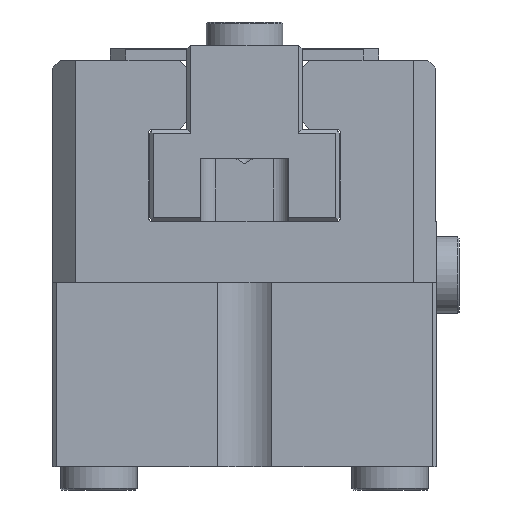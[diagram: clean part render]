
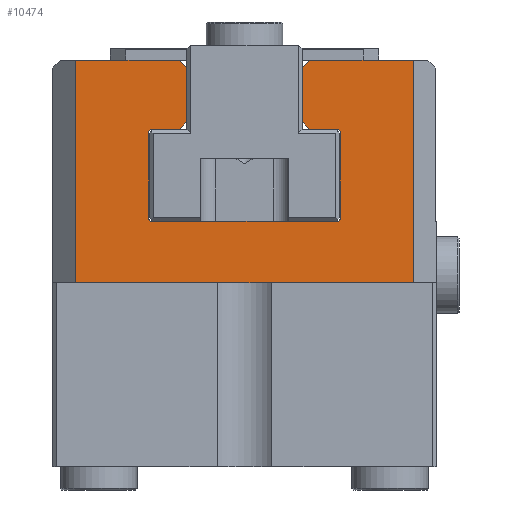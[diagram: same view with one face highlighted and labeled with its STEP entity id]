
A CAD part, left-side view. The second image highlights one B-rep face of the part: STEP entity #10474.
In plain terms, the highlighted planar face has unit normal (-1, 0, 0).
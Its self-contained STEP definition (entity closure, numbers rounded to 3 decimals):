
#868=PLANE('',#11407);
#1302=LINE('',#16608,#2179);
#1307=LINE('',#16633,#2184);
#1315=LINE('',#16651,#2192);
#1376=LINE('',#17367,#2253);
#1404=LINE('',#17442,#2281);
#1406=LINE('',#17446,#2283);
#1407=LINE('',#17448,#2284);
#1408=LINE('',#17450,#2285);
#1409=LINE('',#17452,#2286);
#1410=LINE('',#17456,#2287);
#1411=LINE('',#17460,#2288);
#1412=LINE('',#17464,#2289);
#1413=LINE('',#17468,#2290);
#1414=LINE('',#17470,#2291);
#1415=LINE('',#17472,#2292);
#1416=LINE('',#17473,#2293);
#2179=VECTOR('',#12692,10.);
#2184=VECTOR('',#12715,10.);
#2192=VECTOR('',#12727,10.);
#2253=VECTOR('',#13084,10.);
#2281=VECTOR('',#13152,10.);
#2283=VECTOR('',#13156,10.);
#2284=VECTOR('',#13157,10.);
#2285=VECTOR('',#13158,10.);
#2286=VECTOR('',#13159,10.);
#2287=VECTOR('',#13162,10.);
#2288=VECTOR('',#13165,10.);
#2289=VECTOR('',#13168,10.);
#2290=VECTOR('',#13171,10.);
#2291=VECTOR('',#13172,10.);
#2292=VECTOR('',#13173,10.);
#2293=VECTOR('',#13174,10.);
#3161=FACE_OUTER_BOUND('',#3767,.T.);
#3767=EDGE_LOOP('',(#8561,#8562,#8563,#8564,#8565,#8566,#8567,#8568,#8569,
#8570,#8571,#8572,#8573,#8574,#8575,#8576,#8577,#8578,#8579,#8580));
#4375=CIRCLE('',#11408,0.4);
#4376=CIRCLE('',#11409,0.4);
#4377=CIRCLE('',#11410,0.4);
#4378=CIRCLE('',#11411,0.4);
#4957=VERTEX_POINT('',#16605);
#4958=VERTEX_POINT('',#16607);
#4969=VERTEX_POINT('',#16631);
#4976=VERTEX_POINT('',#16648);
#4977=VERTEX_POINT('',#16650);
#5096=VERTEX_POINT('',#17365);
#5124=VERTEX_POINT('',#17445);
#5125=VERTEX_POINT('',#17447);
#5126=VERTEX_POINT('',#17449);
#5127=VERTEX_POINT('',#17451);
#5128=VERTEX_POINT('',#17453);
#5129=VERTEX_POINT('',#17455);
#5130=VERTEX_POINT('',#17457);
#5131=VERTEX_POINT('',#17459);
#5132=VERTEX_POINT('',#17461);
#5133=VERTEX_POINT('',#17463);
#5134=VERTEX_POINT('',#17465);
#5135=VERTEX_POINT('',#17467);
#5136=VERTEX_POINT('',#17469);
#5137=VERTEX_POINT('',#17471);
#6151=EDGE_CURVE('',#4957,#4958,#1302,.T.);
#6164=EDGE_CURVE('',#4969,#4957,#1307,.T.);
#6172=EDGE_CURVE('',#4976,#4977,#1315,.T.);
#6343=EDGE_CURVE('',#4969,#5096,#1376,.T.);
#6381=EDGE_CURVE('',#4977,#5096,#1404,.T.);
#6383=EDGE_CURVE('',#4976,#5124,#1406,.T.);
#6384=EDGE_CURVE('',#5124,#5125,#1407,.T.);
#6385=EDGE_CURVE('',#5125,#5126,#1408,.T.);
#6386=EDGE_CURVE('',#5126,#5127,#1409,.T.);
#6387=EDGE_CURVE('',#5127,#5128,#4375,.T.);
#6388=EDGE_CURVE('',#5128,#5129,#1410,.T.);
#6389=EDGE_CURVE('',#5129,#5130,#4376,.T.);
#6390=EDGE_CURVE('',#5130,#5131,#1411,.T.);
#6391=EDGE_CURVE('',#5131,#5132,#4377,.T.);
#6392=EDGE_CURVE('',#5132,#5133,#1412,.T.);
#6393=EDGE_CURVE('',#5133,#5134,#4378,.T.);
#6394=EDGE_CURVE('',#5134,#5135,#1413,.T.);
#6395=EDGE_CURVE('',#5135,#5136,#1414,.T.);
#6396=EDGE_CURVE('',#5136,#5137,#1415,.T.);
#6397=EDGE_CURVE('',#5137,#4958,#1416,.T.);
#8561=ORIENTED_EDGE('',*,*,#6381,.F.);
#8562=ORIENTED_EDGE('',*,*,#6172,.F.);
#8563=ORIENTED_EDGE('',*,*,#6383,.T.);
#8564=ORIENTED_EDGE('',*,*,#6384,.T.);
#8565=ORIENTED_EDGE('',*,*,#6385,.T.);
#8566=ORIENTED_EDGE('',*,*,#6386,.T.);
#8567=ORIENTED_EDGE('',*,*,#6387,.T.);
#8568=ORIENTED_EDGE('',*,*,#6388,.T.);
#8569=ORIENTED_EDGE('',*,*,#6389,.T.);
#8570=ORIENTED_EDGE('',*,*,#6390,.T.);
#8571=ORIENTED_EDGE('',*,*,#6391,.T.);
#8572=ORIENTED_EDGE('',*,*,#6392,.T.);
#8573=ORIENTED_EDGE('',*,*,#6393,.T.);
#8574=ORIENTED_EDGE('',*,*,#6394,.T.);
#8575=ORIENTED_EDGE('',*,*,#6395,.T.);
#8576=ORIENTED_EDGE('',*,*,#6396,.T.);
#8577=ORIENTED_EDGE('',*,*,#6397,.T.);
#8578=ORIENTED_EDGE('',*,*,#6151,.F.);
#8579=ORIENTED_EDGE('',*,*,#6164,.F.);
#8580=ORIENTED_EDGE('',*,*,#6343,.T.);
#10474=ADVANCED_FACE('',(#3161),#868,.T.);
#11407=AXIS2_PLACEMENT_3D('',#17444,#13154,#13155);
#11408=AXIS2_PLACEMENT_3D('',#17454,#13160,#13161);
#11409=AXIS2_PLACEMENT_3D('',#17458,#13163,#13164);
#11410=AXIS2_PLACEMENT_3D('',#17462,#13166,#13167);
#11411=AXIS2_PLACEMENT_3D('',#17466,#13169,#13170);
#12692=DIRECTION('',(0.,-1.,0.));
#12715=DIRECTION('',(0.,0.,1.));
#12727=DIRECTION('',(0.,-1.,0.));
#13084=DIRECTION('',(0.,-1.,0.));
#13152=DIRECTION('',(0.,0.,-1.));
#13154=DIRECTION('center_axis',(-1.,0.,0.));
#13155=DIRECTION('ref_axis',(0.,-1.,0.));
#13156=DIRECTION('',(0.,0.707,-0.707));
#13157=DIRECTION('',(0.,0.,-1.));
#13158=DIRECTION('',(0.,-0.707,-0.707));
#13159=DIRECTION('',(0.,-1.,0.));
#13160=DIRECTION('center_axis',(1.,0.,0.));
#13161=DIRECTION('ref_axis',(0.,0.,1.));
#13162=DIRECTION('',(0.,0.,-1.));
#13163=DIRECTION('center_axis',(1.,0.,0.));
#13164=DIRECTION('ref_axis',(0.,-1.,0.));
#13165=DIRECTION('',(0.,1.,0.));
#13166=DIRECTION('center_axis',(1.,0.,0.));
#13167=DIRECTION('ref_axis',(0.,0.,-1.));
#13168=DIRECTION('',(0.,0.,1.));
#13169=DIRECTION('center_axis',(1.,0.,0.));
#13170=DIRECTION('ref_axis',(0.,1.,0.));
#13171=DIRECTION('',(0.,-1.,0.));
#13172=DIRECTION('',(0.,-0.707,0.707));
#13173=DIRECTION('',(0.,0.,1.));
#13174=DIRECTION('',(0.,0.707,0.707));
#16605=CARTESIAN_POINT('',(-50.,22.,53.));
#16607=CARTESIAN_POINT('',(-50.,8.5,53.));
#16608=CARTESIAN_POINT('',(-50.,25.,53.));
#16631=CARTESIAN_POINT('',(-50.,22.,24.));
#16633=CARTESIAN_POINT('',(-50.,22.,0.));
#16648=CARTESIAN_POINT('',(-50.,-8.5,53.));
#16650=CARTESIAN_POINT('',(-50.,-22.,53.));
#16651=CARTESIAN_POINT('',(-50.,25.,53.));
#17365=CARTESIAN_POINT('',(-50.,-22.,24.));
#17367=CARTESIAN_POINT('',(-50.,0.,24.));
#17442=CARTESIAN_POINT('',(-50.,-22.,0.));
#17444=CARTESIAN_POINT('Origin',(-50.,25.,0.));
#17445=CARTESIAN_POINT('',(-50.,-7.5,52.));
#17446=CARTESIAN_POINT('',(-50.,13.125,31.375));
#17447=CARTESIAN_POINT('',(-50.,-7.5,45.));
#17448=CARTESIAN_POINT('',(-50.,-7.5,26.));
#17449=CARTESIAN_POINT('',(-50.,-8.5,44.));
#17450=CARTESIAN_POINT('',(-50.,-10.625,41.875));
#17451=CARTESIAN_POINT('',(-50.,-12.1,44.));
#17452=CARTESIAN_POINT('',(-50.,8.25,44.));
#17453=CARTESIAN_POINT('',(-50.,-12.5,43.6));
#17454=CARTESIAN_POINT('Origin',(-50.,-12.1,43.6));
#17455=CARTESIAN_POINT('',(-50.,-12.5,32.4));
#17456=CARTESIAN_POINT('',(-50.,-12.5,21.8));
#17457=CARTESIAN_POINT('',(-50.,-12.1,32.));
#17458=CARTESIAN_POINT('Origin',(-50.,-12.1,32.4));
#17459=CARTESIAN_POINT('',(-50.,12.1,32.));
#17460=CARTESIAN_POINT('',(-50.,6.45,32.));
#17461=CARTESIAN_POINT('',(-50.,12.5,32.4));
#17462=CARTESIAN_POINT('Origin',(-50.,12.1,32.4));
#17463=CARTESIAN_POINT('',(-50.,12.5,43.6));
#17464=CARTESIAN_POINT('',(-50.,12.5,16.2));
#17465=CARTESIAN_POINT('',(-50.,12.1,44.));
#17466=CARTESIAN_POINT('Origin',(-50.,12.1,43.6));
#17467=CARTESIAN_POINT('',(-50.,8.5,44.));
#17468=CARTESIAN_POINT('',(-50.,18.55,44.));
#17469=CARTESIAN_POINT('',(-50.,7.5,45.));
#17470=CARTESIAN_POINT('',(-50.,23.625,28.875));
#17471=CARTESIAN_POINT('',(-50.,7.5,52.));
#17472=CARTESIAN_POINT('',(-50.,7.5,22.5));
#17473=CARTESIAN_POINT('',(-50.,-1.125,43.375));
